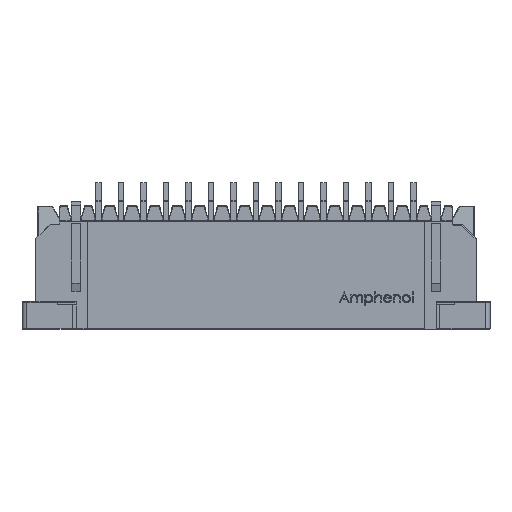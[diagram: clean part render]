
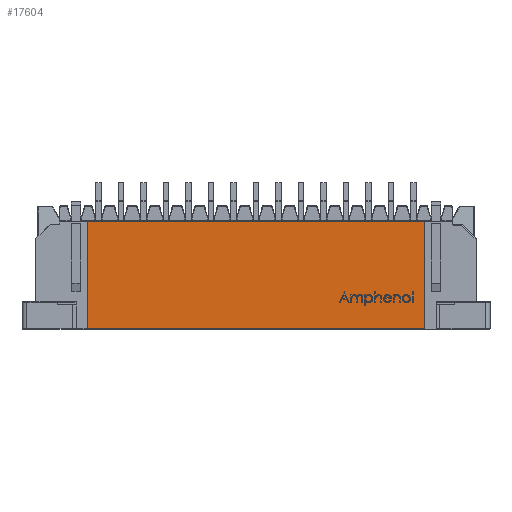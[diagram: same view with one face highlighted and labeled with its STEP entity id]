
A CAD part, top view. The second image highlights one B-rep face of the part: STEP entity #17604.
In plain terms, the highlighted face is planar.
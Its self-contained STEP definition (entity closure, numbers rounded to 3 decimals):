
#1514=FACE_OUTER_BOUND('',#2510,.T.);
#2510=EDGE_LOOP('',(#14463,#14464,#14465,#14466));
#4335=LINE('',#27800,#6432);
#4338=LINE('',#27804,#6435);
#4341=LINE('',#27814,#6438);
#4352=LINE('',#27840,#6449);
#6432=VECTOR('',#22833,10.);
#6435=VECTOR('',#22838,10.);
#6438=VECTOR('',#22849,10.);
#6449=VECTOR('',#22878,4.8);
#8229=VERTEX_POINT('',#27782);
#8233=VERTEX_POINT('',#27793);
#8235=VERTEX_POINT('',#27798);
#8238=VERTEX_POINT('',#27812);
#10462=EDGE_CURVE('',#8235,#8233,#4335,.T.);
#10465=EDGE_CURVE('',#8233,#8229,#4338,.T.);
#10470=EDGE_CURVE('',#8229,#8238,#4341,.T.);
#10484=EDGE_CURVE('',#8235,#8238,#4352,.T.);
#14463=ORIENTED_EDGE('',*,*,#10470,.F.);
#14464=ORIENTED_EDGE('',*,*,#10465,.F.);
#14465=ORIENTED_EDGE('',*,*,#10462,.F.);
#14466=ORIENTED_EDGE('',*,*,#10484,.T.);
#16664=PLANE('',#19122);
#17604=ADVANCED_FACE('',(#1514),#16664,.T.);
#19122=AXIS2_PLACEMENT_3D('',#27839,#22876,#22877);
#22833=DIRECTION('',(-1.,0.,0.));
#22838=DIRECTION('',(0.,0.,-1.));
#22849=DIRECTION('',(1.,0.,0.));
#22876=DIRECTION('center_axis',(0.,1.,0.));
#22877=DIRECTION('ref_axis',(1.,0.,0.));
#22878=DIRECTION('',(0.,0.,-1.));
#27782=CARTESIAN_POINT('',(-7.48,2.861,-4.78));
#27793=CARTESIAN_POINT('',(-7.48,2.861,-0.02));
#27798=CARTESIAN_POINT('',(7.5,2.861,-0.02));
#27800=CARTESIAN_POINT('',(-7.5,2.861,-0.02));
#27804=CARTESIAN_POINT('',(-7.48,2.861,-2.4));
#27812=CARTESIAN_POINT('',(7.5,2.861,-4.78));
#27814=CARTESIAN_POINT('',(-7.371,2.861,-4.78));
#27839=CARTESIAN_POINT('Origin',(-7.5,2.861,-2.4));
#27840=CARTESIAN_POINT('',(7.5,2.861,0.));
